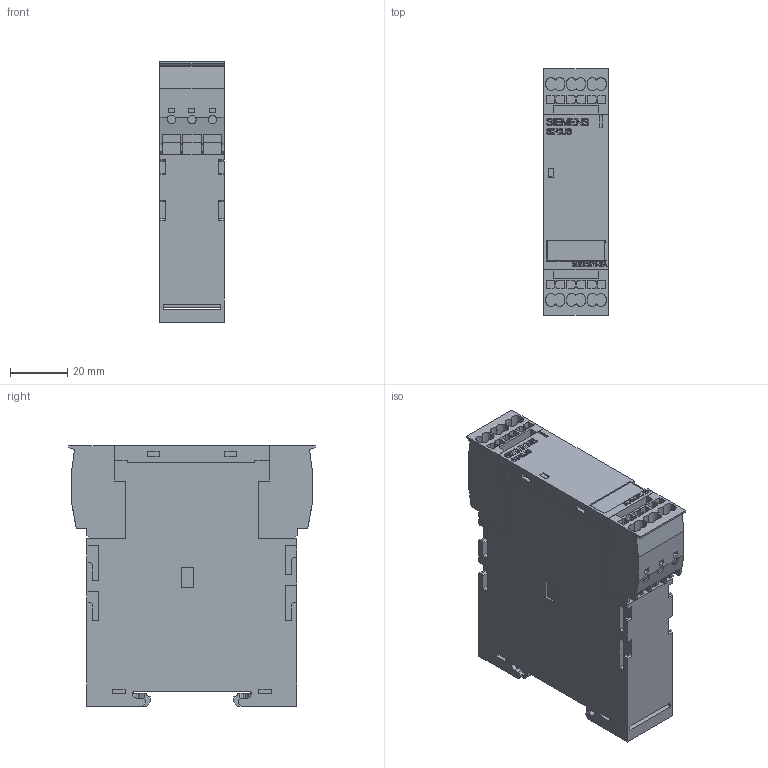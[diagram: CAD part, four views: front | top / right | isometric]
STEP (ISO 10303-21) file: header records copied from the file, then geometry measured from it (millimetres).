
FILE_DESCRIPTION(('STEP AP214'),'1');
FILE_NAME('cctmp_5AF47F86-B624-4900-8DE4-3B73EA018AB6_2023_08_15_13_09_09_0989..stp','2023-08-15T11:09:11',('SIEMENS A&D'),('CADClick - www.CADClick.com'),'Spatial InterOp 3D postprocessed',' ','unknown authorization');
FILE_SCHEMA(('AUTOMOTIVE_DESIGN'));
Length unit declared in the file: millimetre
Products named in the file (4): cc_unnamed; 2023_08_15_13_09_09_0926; 2023_08_15_13_09_09_0922; 2023_08_15_13_09_09_0919
Assembly tree (3 placements, depth 2):
  cc_unnamed
    2023_08_15_13_09_09_0926
    2023_08_15_13_09_09_0922
    2023_08_15_13_09_09_0919
Bounding box: 22.5 x 86.05 x 91 mm (x, y, z)
Volume: 145264.9 mm3; surface area: 32817.8 mm2
Topology: 3 solids, 3 shells, 1003 faces, 2829 edges, 1886 vertices
Faces by surface type: plane 722, bspline 151, cylinder 130
Entity records: 47822 total; most frequent: CARTESIAN_POINT 19531, ORIENTED_EDGE 5658, DIRECTION 4475, EDGE_CURVE 2829, LINE 2255, VECTOR 2255, VERTEX_POINT 1886, AXIS2_PLACEMENT_3D 1110
